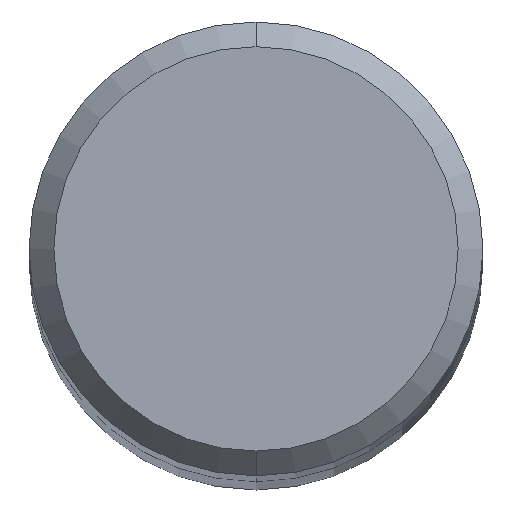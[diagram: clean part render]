
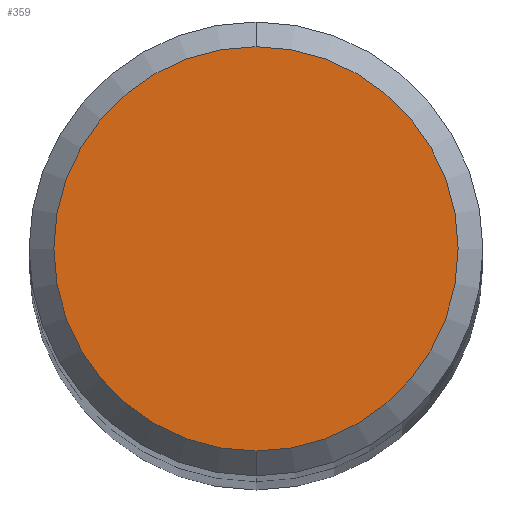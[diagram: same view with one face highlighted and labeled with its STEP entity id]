
A CAD part, top view. The second image highlights one B-rep face of the part: STEP entity #359.
In plain terms, the highlighted planar face has unit normal (0, 0, 1).
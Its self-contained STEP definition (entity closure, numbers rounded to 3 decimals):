
#245=EDGE_CURVE('',#381,#375,#509,.T.);
#359=ADVANCED_FACE('',(#638),#639,.T.);
#369=EDGE_CURVE('',#375,#381,#650,.T.);
#375=VERTEX_POINT('',#657);
#381=VERTEX_POINT('',#663);
#509=CIRCLE('',#929,4.9);
#638=FACE_OUTER_BOUND('',#1225,.T.);
#639=PLANE('',#1226);
#650=CIRCLE('',#1238,4.9);
#657=CARTESIAN_POINT('',(0.0,4.9,78.0));
#663=CARTESIAN_POINT('',(0.,-4.9,78.0));
#929=AXIS2_PLACEMENT_3D('',#1362,#1363,#1364);
#1225=EDGE_LOOP('',(#1532,#1533));
#1226=AXIS2_PLACEMENT_3D('',#1534,#1535,#1536);
#1238=AXIS2_PLACEMENT_3D('',#1545,#1546,#1547);
#1362=CARTESIAN_POINT('',(0.0,0.0,78.0));
#1363=DIRECTION('',(0.0,0.0,-1.0));
#1364=DIRECTION('',(0.0,1.0,0.0));
#1532=ORIENTED_EDGE('',*,*,#369,.F.);
#1533=ORIENTED_EDGE('',*,*,#245,.F.);
#1534=CARTESIAN_POINT('',(0.0,2.45,78.0));
#1535=DIRECTION('',(-0.0,0.0,1.0));
#1536=DIRECTION('',(0.0,-1.0,0.0));
#1545=CARTESIAN_POINT('',(0.0,0.0,78.0));
#1546=DIRECTION('',(0.0,0.0,-1.0));
#1547=DIRECTION('',(0.0,1.0,0.0));
